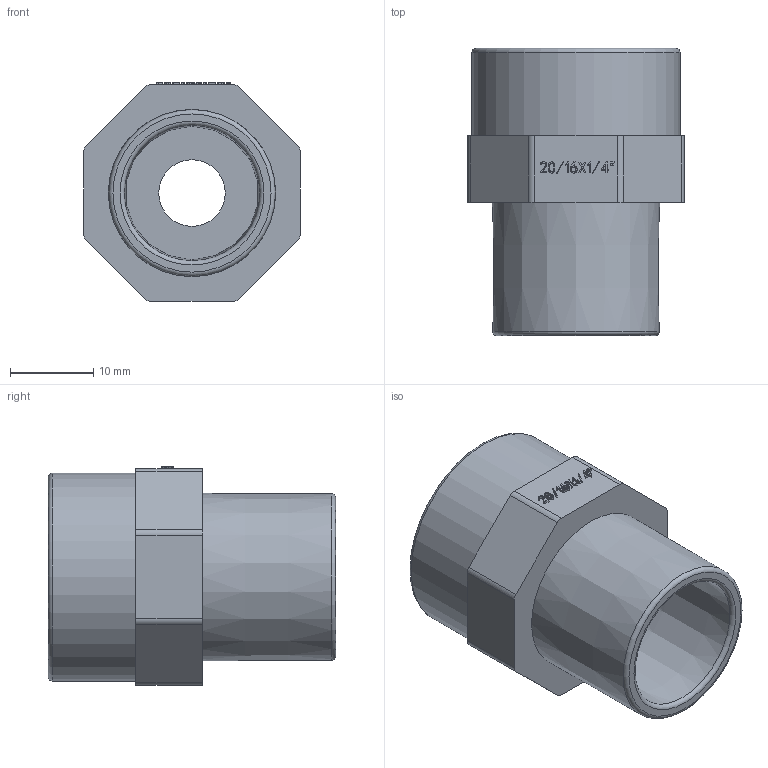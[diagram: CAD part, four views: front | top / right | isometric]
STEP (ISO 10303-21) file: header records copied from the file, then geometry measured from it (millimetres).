
FILE_DESCRIPTION(/* description */ (''),/* implementation_level */ '2;1');
FILE_NAME(/* name */ 'Z1E016012.stp',/* time_stamp */ '2025-06-28T10:17:02+08:00',/* author */ (''),/* organization */ (''),/* preprocessor_version */ 'ST-DEVELOPER v16.7',/* originating_system */ 'SIEMENS PLM Software NX 12.0',/* authorisation */ '');
FILE_SCHEMA (('AUTOMOTIVE_DESIGN { 1 0 10303 214 3 1 1 1 }'));
Length unit declared in the file: millimetre
Products named in the file (1): Admi0C848AD5jhjb
Bounding box: 26 x 34.5 x 26.25 mm (x, y, z)
Volume: 9738.1 mm3; surface area: 5255.3 mm2
Topology: 1 solids, 1 shells, 185 faces, 489 edges, 325 vertices
Faces by surface type: plane 92, extrusion 63, cylinder 22, torus 4, bspline 2, cone 2
Full cylindrical faces by diameter (mm): 8 x1, 13.157 x9, 15 x1, 25 x1
Entity records: 6699 total; most frequent: CARTESIAN_POINT 2908, ORIENTED_EDGE 900, DIRECTION 484, EDGE_CURVE 450, B_SPLINE_CURVE_WITH_KNOTS 351, VERTEX_POINT 305, EDGE_LOOP 207, VECTOR 190
